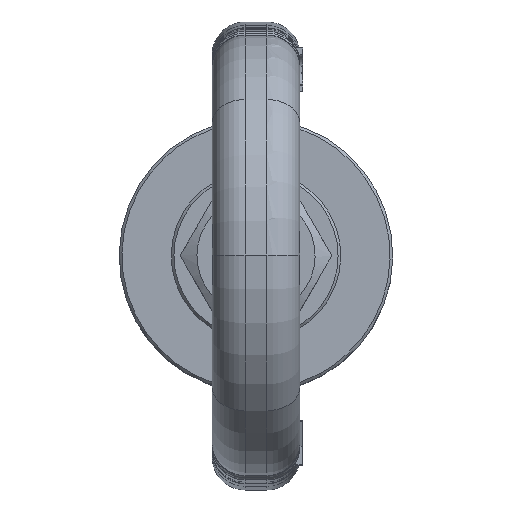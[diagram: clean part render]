
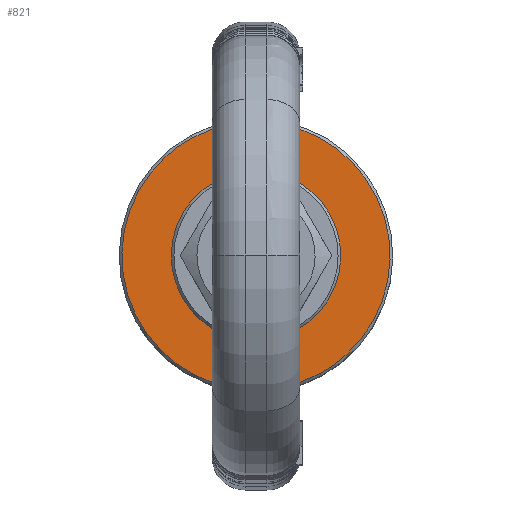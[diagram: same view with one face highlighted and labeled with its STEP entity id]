
A CAD part, top view. The second image highlights one B-rep face of the part: STEP entity #821.
In plain terms, the highlighted planar face has unit normal (0, 0, 1).
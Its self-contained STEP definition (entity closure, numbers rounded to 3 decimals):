
#713=CARTESIAN_POINT('Vertex',(-7.431,13.603,-38.5)) ;
#716=CARTESIAN_POINT('Axis2P3D Location',(0.,0.,-38.5)) ;
#720=CARTESIAN_POINT('Vertex',(7.431,-13.603,-38.5)) ;
#740=CARTESIAN_POINT('Axis2P3D Location',(0.,0.,-38.5)) ;
#752=CARTESIAN_POINT('Axis2P3D Location',(0.,-15.5,-38.5)) ;
#758=CARTESIAN_POINT('Control Point',(11.746,-21.501,-38.5)) ;
#759=CARTESIAN_POINT('Control Point',(9.618,-22.663,-38.5)) ;
#760=CARTESIAN_POINT('Control Point',(7.346,-23.563,-38.5)) ;
#761=CARTESIAN_POINT('Control Point',(4.974,-24.175,-38.5)) ;
#762=CARTESIAN_POINT('Control Point',(0.127,-24.8,-38.5)) ;
#763=CARTESIAN_POINT('Control Point',(-4.726,-24.225,-38.5)) ;
#764=CARTESIAN_POINT('Control Point',(-7.104,-23.637,-38.5)) ;
#765=CARTESIAN_POINT('Control Point',(-11.666,-21.885,-38.5)) ;
#766=CARTESIAN_POINT('Control Point',(-15.663,-19.074,-38.5)) ;
#767=CARTESIAN_POINT('Control Point',(-17.477,-17.427,-38.5)) ;
#768=CARTESIAN_POINT('Control Point',(-20.66,-13.719,-38.5)) ;
#769=CARTESIAN_POINT('Control Point',(-22.843,-9.347,-38.5)) ;
#770=CARTESIAN_POINT('Control Point',(-23.657,-7.036,-38.5)) ;
#771=CARTESIAN_POINT('Control Point',(-24.697,-2.261,-38.5)) ;
#772=CARTESIAN_POINT('Control Point',(-24.541,2.623,-38.5)) ;
#773=CARTESIAN_POINT('Control Point',(-24.16,5.043,-38.5)) ;
#774=CARTESIAN_POINT('Control Point',(-22.808,9.739,-38.5)) ;
#775=CARTESIAN_POINT('Control Point',(-20.352,13.963,-38.5)) ;
#776=CARTESIAN_POINT('Control Point',(-18.867,15.912,-38.5)) ;
#777=CARTESIAN_POINT('Control Point',(-16.561,18.265,-38.5)) ;
#778=CARTESIAN_POINT('Control Point',(-13.915,20.191,-38.5)) ;
#779=CARTESIAN_POINT('Control Point',(-13.211,20.659,-38.5)) ;
#780=CARTESIAN_POINT('Control Point',(-12.487,21.096,-38.5)) ;
#781=CARTESIAN_POINT('Control Point',(-11.746,21.501,-38.5)) ;
#782=CARTESIAN_POINT('Vertex',(-11.746,21.501,-38.5)) ;
#784=CARTESIAN_POINT('Vertex',(11.746,-21.501,-38.5)) ;
#788=CARTESIAN_POINT('Control Point',(-11.746,21.501,-38.5)) ;
#789=CARTESIAN_POINT('Control Point',(-9.618,22.663,-38.5)) ;
#790=CARTESIAN_POINT('Control Point',(-7.346,23.563,-38.5)) ;
#791=CARTESIAN_POINT('Control Point',(-4.974,24.175,-38.5)) ;
#792=CARTESIAN_POINT('Control Point',(-0.127,24.8,-38.5)) ;
#793=CARTESIAN_POINT('Control Point',(4.726,24.225,-38.5)) ;
#794=CARTESIAN_POINT('Control Point',(7.104,23.637,-38.5)) ;
#795=CARTESIAN_POINT('Control Point',(11.666,21.885,-38.5)) ;
#796=CARTESIAN_POINT('Control Point',(15.663,19.074,-38.5)) ;
#797=CARTESIAN_POINT('Control Point',(17.477,17.427,-38.5)) ;
#798=CARTESIAN_POINT('Control Point',(20.66,13.719,-38.5)) ;
#799=CARTESIAN_POINT('Control Point',(22.843,9.347,-38.5)) ;
#800=CARTESIAN_POINT('Control Point',(23.657,7.036,-38.5)) ;
#801=CARTESIAN_POINT('Control Point',(24.697,2.261,-38.5)) ;
#802=CARTESIAN_POINT('Control Point',(24.541,-2.623,-38.5)) ;
#803=CARTESIAN_POINT('Control Point',(24.16,-5.043,-38.5)) ;
#804=CARTESIAN_POINT('Control Point',(22.808,-9.739,-38.5)) ;
#805=CARTESIAN_POINT('Control Point',(20.352,-13.963,-38.5)) ;
#806=CARTESIAN_POINT('Control Point',(18.867,-15.912,-38.5)) ;
#807=CARTESIAN_POINT('Control Point',(16.561,-18.265,-38.5)) ;
#808=CARTESIAN_POINT('Control Point',(13.915,-20.191,-38.5)) ;
#809=CARTESIAN_POINT('Control Point',(13.211,-20.659,-38.5)) ;
#810=CARTESIAN_POINT('Control Point',(12.487,-21.096,-38.5)) ;
#811=CARTESIAN_POINT('Control Point',(11.746,-21.501,-38.5)) ;
#717=DIRECTION('Axis2P3D Direction',(0.,0.,1.)) ;
#741=DIRECTION('Axis2P3D Direction',(0.,0.,1.)) ;
#753=DIRECTION('Axis2P3D Direction',(0.,0.,1.)) ;
#754=DIRECTION('Axis2P3D XDirection',(1.,0.,0.)) ;
#718=AXIS2_PLACEMENT_3D('Circle Axis2P3D',#716,#717,$) ;
#742=AXIS2_PLACEMENT_3D('Circle Axis2P3D',#740,#741,$) ;
#755=AXIS2_PLACEMENT_3D('Plane Axis2P3D',#752,#753,#754) ;
#814=ORIENTED_EDGE('',*,*,#786,.T.) ;
#815=ORIENTED_EDGE('',*,*,#812,.T.) ;
#818=ORIENTED_EDGE('',*,*,#744,.F.) ;
#819=ORIENTED_EDGE('',*,*,#722,.F.) ;
#820=FACE_BOUND('',#817,.T.) ;
#821=ADVANCED_FACE('\X2\672C9AD4\X0\.2',(#816,#820),#756,.T.) ;
#757=B_SPLINE_CURVE_WITH_KNOTS('',5,(#758,#759,#760,#761,#762,#763,#764,#765,#766,#767,#768,#769,#770,#771,#772,#773,#774,#775,#776,#777,#778,#779,#780,#781),.UNSPECIFIED.,.F.,.U.,(6,3,3,3,3,3,3,6),(0.,17.146,34.292,51.439,68.585,85.731,102.877,108.849),.UNSPECIFIED.) ;
#787=B_SPLINE_CURVE_WITH_KNOTS('',5,(#788,#789,#790,#791,#792,#793,#794,#795,#796,#797,#798,#799,#800,#801,#802,#803,#804,#805,#806,#807,#808,#809,#810,#811),.UNSPECIFIED.,.F.,.U.,(6,3,3,3,3,3,3,6),(0.,17.146,34.292,51.439,68.585,85.731,102.877,108.849),.UNSPECIFIED.) ;
#719=CIRCLE('generated circle',#718,15.5) ;
#743=CIRCLE('generated circle',#742,15.5) ;
#722=EDGE_CURVE('',#714,#721,#719,.T.) ;
#744=EDGE_CURVE('',#721,#714,#743,.T.) ;
#786=EDGE_CURVE('',#783,#785,#757,.F.) ;
#812=EDGE_CURVE('',#785,#783,#787,.F.) ;
#813=EDGE_LOOP('',(#814,#815)) ;
#817=EDGE_LOOP('',(#818,#819)) ;
#816=FACE_OUTER_BOUND('',#813,.T.) ;
#756=PLANE('',#755) ;
#714=VERTEX_POINT('',#713) ;
#721=VERTEX_POINT('',#720) ;
#783=VERTEX_POINT('',#782) ;
#785=VERTEX_POINT('',#784) ;
